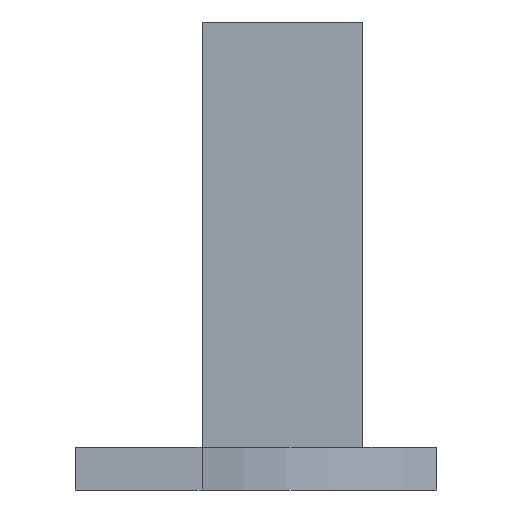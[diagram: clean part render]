
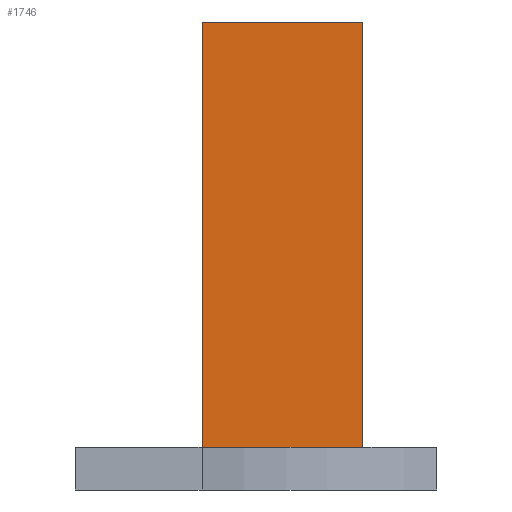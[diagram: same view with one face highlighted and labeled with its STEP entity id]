
A CAD part, left-side view. The second image highlights one B-rep face of the part: STEP entity #1746.
In plain terms, the highlighted planar face has unit normal (-1, 0, 0).
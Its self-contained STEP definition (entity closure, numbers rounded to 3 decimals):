
#63=PLANE('',#1858);
#135=FACE_OUTER_BOUND('',#227,.T.);
#227=EDGE_LOOP('',(#1240,#1241,#1242,#1243));
#368=LINE('',#2495,#571);
#369=LINE('',#2497,#572);
#370=LINE('',#2499,#573);
#371=LINE('',#2500,#574);
#571=VECTOR('',#2016,10.);
#572=VECTOR('',#2017,10.);
#573=VECTOR('',#2018,10.);
#574=VECTOR('',#2019,10.);
#822=VERTEX_POINT('',#2493);
#823=VERTEX_POINT('',#2494);
#824=VERTEX_POINT('',#2496);
#825=VERTEX_POINT('',#2498);
#989=EDGE_CURVE('',#822,#823,#368,.T.);
#990=EDGE_CURVE('',#822,#824,#369,.T.);
#991=EDGE_CURVE('',#825,#824,#370,.T.);
#992=EDGE_CURVE('',#823,#825,#371,.T.);
#1240=ORIENTED_EDGE('',*,*,#989,.F.);
#1241=ORIENTED_EDGE('',*,*,#990,.T.);
#1242=ORIENTED_EDGE('',*,*,#991,.F.);
#1243=ORIENTED_EDGE('',*,*,#992,.F.);
#1746=ADVANCED_FACE('',(#135),#63,.T.);
#1858=AXIS2_PLACEMENT_3D('',#2492,#2014,#2015);
#2014=DIRECTION('center_axis',(-1.,0.,0.));
#2015=DIRECTION('ref_axis',(0.,-1.,0.));
#2016=DIRECTION('',(0.,1.,0.));
#2017=DIRECTION('',(0.,0.,1.));
#2018=DIRECTION('',(0.,-1.,0.));
#2019=DIRECTION('',(0.,0.,1.));
#2492=CARTESIAN_POINT('Origin',(-34.,10.149,98.));
#2493=CARTESIAN_POINT('',(-34.,-20.,98.));
#2494=CARTESIAN_POINT('',(-34.,10.149,98.));
#2495=CARTESIAN_POINT('',(-34.,5.074,98.));
#2496=CARTESIAN_POINT('',(-34.,-20.,178.));
#2497=CARTESIAN_POINT('',(-34.,-20.,98.));
#2498=CARTESIAN_POINT('',(-34.,10.149,178.));
#2499=CARTESIAN_POINT('',(-34.,10.149,178.));
#2500=CARTESIAN_POINT('',(-34.,10.149,98.));
